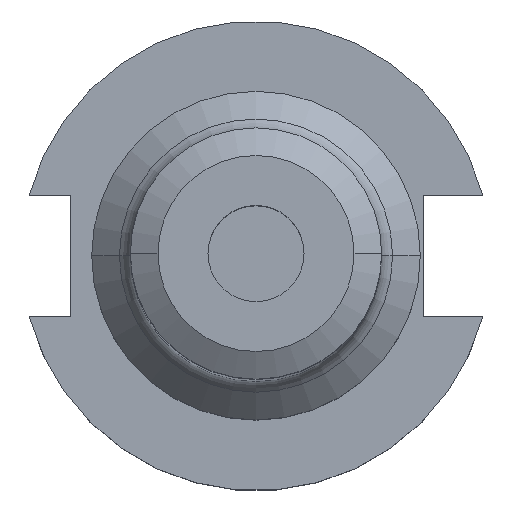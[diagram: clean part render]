
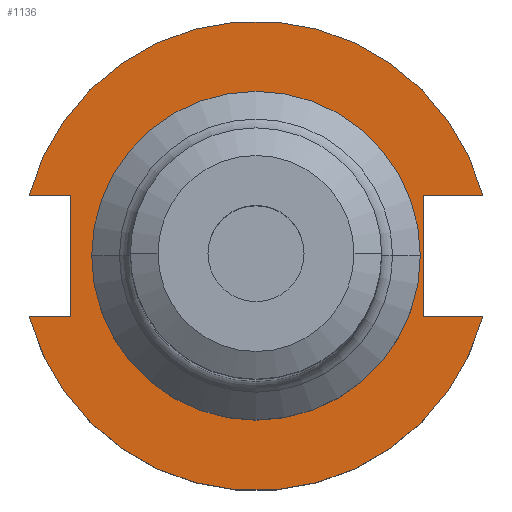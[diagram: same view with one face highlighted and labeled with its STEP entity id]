
A CAD part, top view. The second image highlights one B-rep face of the part: STEP entity #1136.
In plain terms, the highlighted planar face has unit normal (0, 0, 1).
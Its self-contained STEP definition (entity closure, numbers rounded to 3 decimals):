
#16 = ORIENTED_EDGE ( 'NONE', *, *, #580, .T. ) ;
#18 = EDGE_CURVE ( 'NONE', #459, #957, #875, .T. ) ;
#21 = ORIENTED_EDGE ( 'NONE', *, *, #1327, .T. ) ;
#34 = CIRCLE ( 'NONE', #1776, 22.225 ) ;
#46 = EDGE_CURVE ( 'NONE', #333, #77, #1182, .T. ) ;
#77 = VERTEX_POINT ( 'NONE', #1662 ) ;
#81 = CARTESIAN_POINT ( 'NONE',  ( -61.091, -8.191, 19.05 ) ) ;
#100 = ORIENTED_EDGE ( 'NONE', *, *, #317, .F. ) ;
#135 = ORIENTED_EDGE ( 'NONE', *, *, #1663, .T. ) ;
#136 = LINE ( 'NONE', #1270, #511 ) ;
#141 = CARTESIAN_POINT ( 'NONE',  ( -25.091, 8.191, 19.05 ) ) ;
#155 = FACE_OUTER_BOUND ( 'NONE', #1869, .T. ) ;
#201 = CARTESIAN_POINT ( 'NONE',  ( -30.675, -8.191, 19.05 ) ) ;
#224 = CARTESIAN_POINT ( 'NONE',  ( 0., 0., 19.05 ) ) ;
#243 = EDGE_LOOP ( 'NONE', ( #100, #1754 ) ) ;
#256 = DIRECTION ( 'NONE',  ( 0., 1., 0. ) ) ;
#294 = ORIENTED_EDGE ( 'NONE', *, *, #1258, .T. ) ;
#317 = EDGE_CURVE ( 'NONE', #905, #906, #34, .T. ) ;
#333 = VERTEX_POINT ( 'NONE', #201 ) ;
#353 = DIRECTION ( 'NONE',  ( 0., 0., 1. ) ) ;
#381 = VERTEX_POINT ( 'NONE', #1740 ) ;
#420 = DIRECTION ( 'NONE',  ( -1., 0., 0. ) ) ;
#450 = VECTOR ( 'NONE', #1677, 1000. ) ;
#459 = VERTEX_POINT ( 'NONE', #890 ) ;
#492 = DIRECTION ( 'NONE',  ( 1., 0., 0. ) ) ;
#511 = VECTOR ( 'NONE', #256, 1000. ) ;
#516 = VERTEX_POINT ( 'NONE', #141 ) ;
#517 = DIRECTION ( 'NONE',  ( 1., 0., 0. ) ) ;
#547 = EDGE_CURVE ( 'NONE', #874, #1538, #785, .T. ) ;
#554 = AXIS2_PLACEMENT_3D ( 'NONE', #779, #1785, #925 ) ;
#579 = CARTESIAN_POINT ( 'NONE',  ( -22.225, 0., 19.05 ) ) ;
#580 = EDGE_CURVE ( 'NONE', #333, #1538, #1851, .T. ) ;
#585 = DIRECTION ( 'NONE',  ( 0., 0., 1. ) ) ;
#612 = ORIENTED_EDGE ( 'NONE', *, *, #547, .F. ) ;
#642 = CARTESIAN_POINT ( 'NONE',  ( 0., 0., 19.05 ) ) ;
#699 = LINE ( 'NONE', #855, #1045 ) ;
#707 = CARTESIAN_POINT ( 'NONE',  ( 22.606, -8.191, 19.05 ) ) ;
#713 = AXIS2_PLACEMENT_3D ( 'NONE', #715, #1724, #863 ) ;
#715 = CARTESIAN_POINT ( 'NONE',  ( 0., 0., 19.05 ) ) ;
#732 = CARTESIAN_POINT ( 'NONE',  ( 30.675, -8.191, 19.05 ) ) ;
#779 = CARTESIAN_POINT ( 'NONE',  ( 0., 0., 19.05 ) ) ;
#780 = VECTOR ( 'NONE', #517, 1000. ) ;
#785 = LINE ( 'NONE', #1777, #1560 ) ;
#841 = CARTESIAN_POINT ( 'NONE',  ( 0., 22.225, 19.05 ) ) ;
#855 = CARTESIAN_POINT ( 'NONE',  ( -61.091, 8.191, 19.05 ) ) ;
#863 = DIRECTION ( 'NONE',  ( 1., 0., 0. ) ) ;
#870 = EDGE_CURVE ( 'NONE', #381, #516, #699, .T. ) ;
#874 = VERTEX_POINT ( 'NONE', #707 ) ;
#875 = LINE ( 'NONE', #1545, #450 ) ;
#878 = EDGE_CURVE ( 'NONE', #906, #905, #1424, .T. ) ;
#890 = CARTESIAN_POINT ( 'NONE',  ( 30.675, 8.191, 19.05 ) ) ;
#905 = VERTEX_POINT ( 'NONE', #1584 ) ;
#906 = VERTEX_POINT ( 'NONE', #579 ) ;
#909 = AXIS2_PLACEMENT_3D ( 'NONE', #841, #1274, #420 ) ;
#917 = DIRECTION ( 'NONE',  ( 1., 0., 0. ) ) ;
#925 = DIRECTION ( 'NONE',  ( 1., 0., 0. ) ) ;
#957 = VERTEX_POINT ( 'NONE', #1010 ) ;
#962 = CARTESIAN_POINT ( 'NONE',  ( -25.091, 8.191, 19.05 ) ) ;
#1010 = CARTESIAN_POINT ( 'NONE',  ( 22.606, 8.191, 19.05 ) ) ;
#1021 = DIRECTION ( 'NONE',  ( 1., 0., 0. ) ) ;
#1045 = VECTOR ( 'NONE', #1717, 1000. ) ;
#1088 = LINE ( 'NONE', #962, #1510 ) ;
#1136 = ADVANCED_FACE ( 'NONE', ( #1265, #155 ), #1700, .F. ) ;
#1182 = LINE ( 'NONE', #81, #780 ) ;
#1211 = CIRCLE ( 'NONE', #554, 31.75 ) ;
#1248 = DIRECTION ( 'NONE',  ( 0., -1., 0. ) ) ;
#1258 = EDGE_CURVE ( 'NONE', #516, #77, #1088, .T. ) ;
#1265 = FACE_BOUND ( 'NONE', #243, .T. ) ;
#1270 = CARTESIAN_POINT ( 'NONE',  ( 22.606, 22.225, 19.05 ) ) ;
#1274 = DIRECTION ( 'NONE',  ( 0., 0., -1. ) ) ;
#1310 = ORIENTED_EDGE ( 'NONE', *, *, #870, .T. ) ;
#1327 = EDGE_CURVE ( 'NONE', #874, #957, #136, .T. ) ;
#1424 = CIRCLE ( 'NONE', #713, 22.225 ) ;
#1510 = VECTOR ( 'NONE', #1248, 1000. ) ;
#1538 = VERTEX_POINT ( 'NONE', #732 ) ;
#1545 = CARTESIAN_POINT ( 'NONE',  ( 0., 8.191, 19.05 ) ) ;
#1560 = VECTOR ( 'NONE', #917, 1000. ) ;
#1584 = CARTESIAN_POINT ( 'NONE',  ( 22.225, 0., 19.05 ) ) ;
#1599 = ORIENTED_EDGE ( 'NONE', *, *, #18, .F. ) ;
#1642 = ORIENTED_EDGE ( 'NONE', *, *, #46, .F. ) ;
#1662 = CARTESIAN_POINT ( 'NONE',  ( -25.091, -8.191, 19.05 ) ) ;
#1663 = EDGE_CURVE ( 'NONE', #459, #381, #1211, .T. ) ;
#1677 = DIRECTION ( 'NONE',  ( -1., 0., 0. ) ) ;
#1700 = PLANE ( 'NONE',  #909 ) ;
#1717 = DIRECTION ( 'NONE',  ( 1., 0., 0. ) ) ;
#1724 = DIRECTION ( 'NONE',  ( 0., 0., 1. ) ) ;
#1740 = CARTESIAN_POINT ( 'NONE',  ( -30.675, 8.191, 19.05 ) ) ;
#1754 = ORIENTED_EDGE ( 'NONE', *, *, #878, .F. ) ;
#1776 = AXIS2_PLACEMENT_3D ( 'NONE', #642, #353, #492 ) ;
#1777 = CARTESIAN_POINT ( 'NONE',  ( 0., -8.191, 19.05 ) ) ;
#1785 = DIRECTION ( 'NONE',  ( 0., 0., 1. ) ) ;
#1843 = AXIS2_PLACEMENT_3D ( 'NONE', #224, #585, #1021 ) ;
#1851 = CIRCLE ( 'NONE', #1843, 31.75 ) ;
#1869 = EDGE_LOOP ( 'NONE', ( #294, #1642, #16, #612, #21, #1599, #135, #1310 ) ) ;
